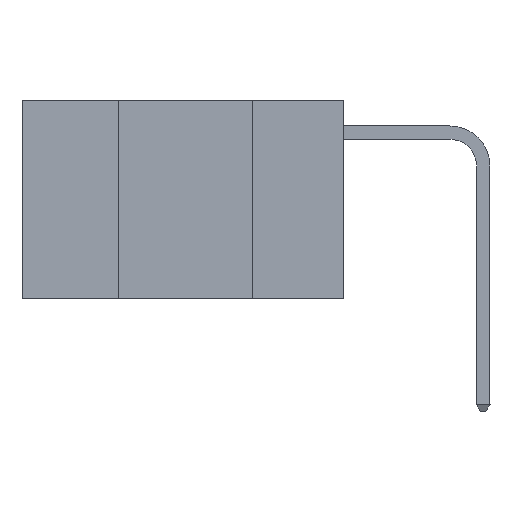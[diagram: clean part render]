
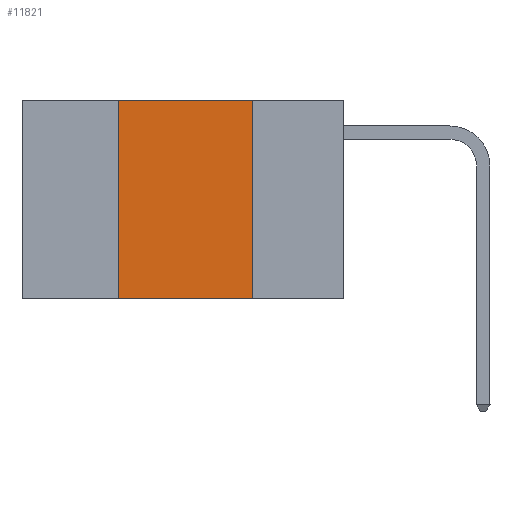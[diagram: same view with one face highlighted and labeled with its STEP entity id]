
A CAD part, left-side view. The second image highlights one B-rep face of the part: STEP entity #11821.
In plain terms, the highlighted planar face has unit normal (-1, 0, 0).
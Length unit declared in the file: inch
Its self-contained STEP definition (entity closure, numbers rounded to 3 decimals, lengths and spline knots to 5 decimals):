
#440 = CARTESIAN_POINT ( 'NONE',  ( 0., 0.17, 0. ) ) ;
#912 = CARTESIAN_POINT ( 'NONE',  ( 0., 0.17, -0.37 ) ) ;
#1062 = DIRECTION ( 'NONE',  ( 0., -1., 0. ) ) ;
#1732 = DIRECTION ( 'NONE',  ( 0., 0., -1. ) ) ;
#1783 = VECTOR ( 'NONE', #11488, 39.37008 ) ;
#2438 = CARTESIAN_POINT ( 'NONE',  ( 0., 0.6, -0.37 ) ) ;
#3429 = LINE ( 'NONE', #2438, #1783 ) ;
#3661 = VECTOR ( 'NONE', #1062, 39.37008 ) ;
#4976 = PLANE ( 'NONE',  #9831 ) ;
#5097 = EDGE_CURVE ( 'NONE', #15735, #11057, #8207, .T. ) ;
#5607 = VECTOR ( 'NONE', #8297, 39.37008 ) ;
#6160 = EDGE_LOOP ( 'NONE', ( #12008, #11387, #11801, #15000 ) ) ;
#6723 = CARTESIAN_POINT ( 'NONE',  ( 0., 0.17, 0. ) ) ;
#7882 = CARTESIAN_POINT ( 'NONE',  ( 0., 0.42, -0.37 ) ) ;
#8207 = LINE ( 'NONE', #6723, #5607 ) ;
#8297 = DIRECTION ( 'NONE',  ( 0., 0., -1. ) ) ;
#9230 = CARTESIAN_POINT ( 'NONE',  ( 0., 0.42, 0. ) ) ;
#9831 = AXIS2_PLACEMENT_3D ( 'NONE', #12336, #12147, #1732 ) ;
#9888 = VECTOR ( 'NONE', #16991, 39.37008 ) ;
#11057 = VERTEX_POINT ( 'NONE', #912 ) ;
#11387 = ORIENTED_EDGE ( 'NONE', *, *, #16695, .F. ) ;
#11488 = DIRECTION ( 'NONE',  ( 0., -1., 0. ) ) ;
#11801 = ORIENTED_EDGE ( 'NONE', *, *, #15295, .F. ) ;
#11821 = ADVANCED_FACE ( 'NONE', ( #17052 ), #4976, .F. ) ;
#12008 = ORIENTED_EDGE ( 'NONE', *, *, #5097, .F. ) ;
#12147 = DIRECTION ( 'NONE',  ( 1., 0., 0. ) ) ;
#12273 = LINE ( 'NONE', #9230, #9888 ) ;
#12336 = CARTESIAN_POINT ( 'NONE',  ( 0., 0.6, 0. ) ) ;
#14220 = CARTESIAN_POINT ( 'NONE',  ( 0., 0.6, 0. ) ) ;
#14429 = LINE ( 'NONE', #14220, #3661 ) ;
#15000 = ORIENTED_EDGE ( 'NONE', *, *, #16586, .T. ) ;
#15125 = VERTEX_POINT ( 'NONE', #17974 ) ;
#15295 = EDGE_CURVE ( 'NONE', #17858, #15125, #12273, .T. ) ;
#15735 = VERTEX_POINT ( 'NONE', #440 ) ;
#16586 = EDGE_CURVE ( 'NONE', #17858, #11057, #3429, .T. ) ;
#16695 = EDGE_CURVE ( 'NONE', #15125, #15735, #14429, .T. ) ;
#16991 = DIRECTION ( 'NONE',  ( 0., 0., 1. ) ) ;
#17052 = FACE_OUTER_BOUND ( 'NONE', #6160, .T. ) ;
#17858 = VERTEX_POINT ( 'NONE', #7882 ) ;
#17974 = CARTESIAN_POINT ( 'NONE',  ( 0., 0.42, 0. ) ) ;
